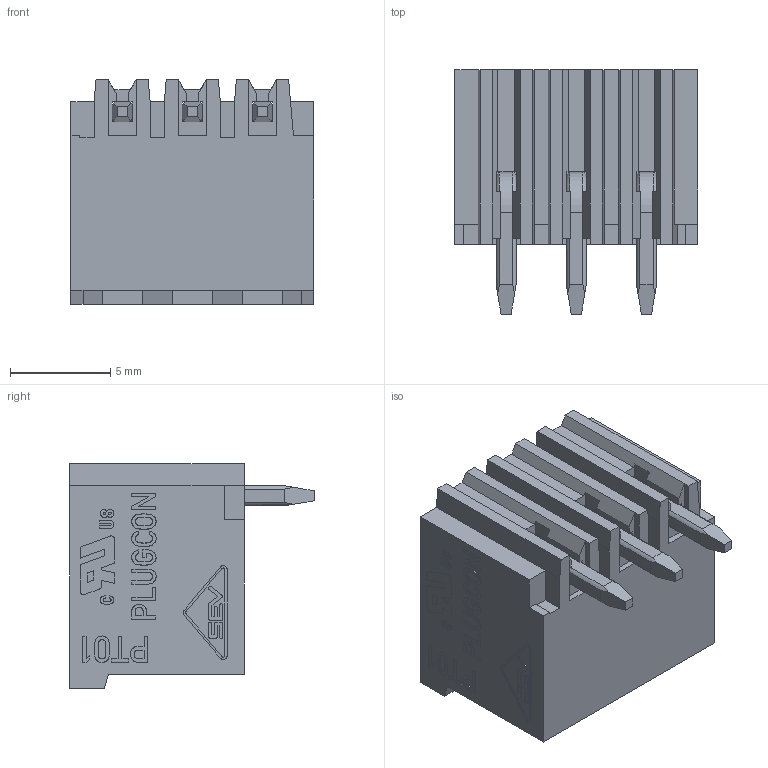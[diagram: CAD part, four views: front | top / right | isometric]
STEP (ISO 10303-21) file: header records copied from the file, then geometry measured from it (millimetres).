
FILE_DESCRIPTION((''),'2;1');
FILE_NAME('31182103_SW0001','2022-01-12T10:09:29',('antonh'),(''),'CREO PARAMETRIC BY PTC INC, 2018420','CREO PARAMETRIC BY PTC INC, 2018420','');
FILE_SCHEMA(('CONFIG_CONTROL_DESIGN'));
Length unit declared in the file: millimetre
Products named in the file (1): 31182103_SW0001
Bounding box: 12.13 x 12.2 x 11.2 mm (x, y, z)
Volume: 532.2 mm3; surface area: 1288.6 mm2
Topology: 1 solids, 1 shells, 643 faces, 1822 edges, 1180 vertices
Faces by surface type: plane 418, extrusion 124, cylinder 80, torus 12, cone 9
Entity records: 21574 total; most frequent: CARTESIAN_POINT 5274, ORIENTED_EDGE 3644, DIRECTION 2857, EDGE_CURVE 1822, VECTOR 1469, LINE 1345, VERTEX_POINT 1180, AXIS2_PLACEMENT_3D 694
